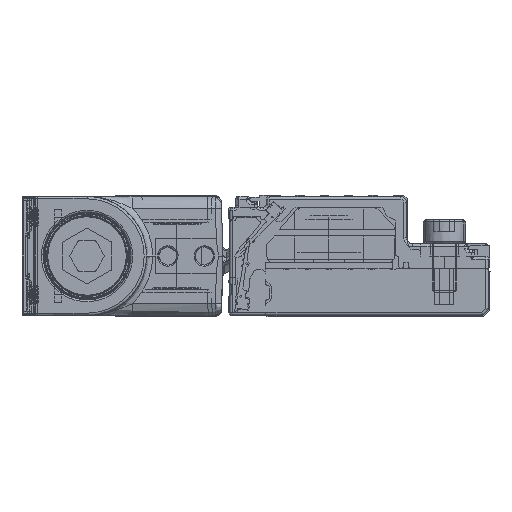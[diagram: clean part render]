
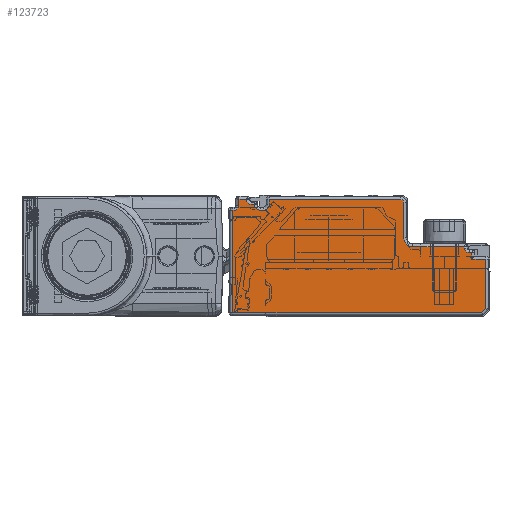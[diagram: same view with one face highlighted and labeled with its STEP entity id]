
A CAD part, left-side view. The second image highlights one B-rep face of the part: STEP entity #123723.
In plain terms, the highlighted planar face has unit normal (-1, 0, 0).
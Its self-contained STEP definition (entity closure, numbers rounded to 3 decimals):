
#123441=AXIS2_PLACEMENT_3D('Circle Axis2P3D',#123439,#123440,$) ;
#123580=AXIS2_PLACEMENT_3D('Plane Axis2P3D',#123577,#123578,#123579) ;
#123603=AXIS2_PLACEMENT_3D('Circle Axis2P3D',#123601,#123602,$) ;
#123617=AXIS2_PLACEMENT_3D('Circle Axis2P3D',#123615,#123616,$) ;
#123638=AXIS2_PLACEMENT_3D('Circle Axis2P3D',#123636,#123637,$) ;
#123652=AXIS2_PLACEMENT_3D('Circle Axis2P3D',#123650,#123651,$) ;
#123666=AXIS2_PLACEMENT_3D('Circle Axis2P3D',#123664,#123665,$) ;
#123687=AXIS2_PLACEMENT_3D('Circle Axis2P3D',#123685,#123686,$) ;
#120240=CARTESIAN_POINT('Vertex',(-1878.,42.3,-7.3)) ;
#120243=CARTESIAN_POINT('Line Origine',(-1878.,42.3,2.)) ;
#120247=CARTESIAN_POINT('Vertex',(-1878.,42.3,9.5)) ;
#120571=CARTESIAN_POINT('Vertex',(-1878.,1.407,-7.3)) ;
#120574=CARTESIAN_POINT('Line Origine',(-1878.,23.168,-7.3)) ;
#120611=CARTESIAN_POINT('Vertex',(-1878.,0.7,-6.593)) ;
#120614=CARTESIAN_POINT('Line Origine',(-1878.,-1.246,-4.646)) ;
#120651=CARTESIAN_POINT('Vertex',(-1878.,0.7,1.5)) ;
#120654=CARTESIAN_POINT('Line Origine',(-1878.,0.7,2.)) ;
#123356=CARTESIAN_POINT('Vertex',(-1878.,3.,2.5)) ;
#123412=CARTESIAN_POINT('Vertex',(-1878.,3.4,2.5)) ;
#123415=CARTESIAN_POINT('Line Origine',(-1878.,21.5,2.5)) ;
#123436=CARTESIAN_POINT('Vertex',(-1878.,4.2,3.3)) ;
#123439=CARTESIAN_POINT('Axis2P3D Location',(-1878.,3.4,3.3)) ;
#123562=CARTESIAN_POINT('Vertex',(-1878.,3.,1.5)) ;
#123565=CARTESIAN_POINT('Line Origine',(-1878.,21.5,1.5)) ;
#123577=CARTESIAN_POINT('Axis2P3D Location',(-1878.,0.2,-7.8)) ;
#123582=CARTESIAN_POINT('Line Origine',(-1878.,3.,2.)) ;
#123587=CARTESIAN_POINT('Line Origine',(-1878.,4.2,3.4)) ;
#123591=CARTESIAN_POINT('Vertex',(-1878.,4.2,3.5)) ;
#123594=CARTESIAN_POINT('Line Origine',(-1878.,8.45,3.5)) ;
#123598=CARTESIAN_POINT('Vertex',(-1878.,12.7,3.5)) ;
#123601=CARTESIAN_POINT('Axis2P3D Location',(-1878.,12.7,5.)) ;
#123605=CARTESIAN_POINT('Vertex',(-1878.,14.2,5.)) ;
#123608=CARTESIAN_POINT('Line Origine',(-1878.,14.2,7.9)) ;
#123612=CARTESIAN_POINT('Vertex',(-1878.,14.2,10.8)) ;
#123615=CARTESIAN_POINT('Axis2P3D Location',(-1878.,14.7,10.8)) ;
#123619=CARTESIAN_POINT('Vertex',(-1878.,14.7,11.3)) ;
#123622=CARTESIAN_POINT('Line Origine',(-1878.,25.5,11.3)) ;
#123626=CARTESIAN_POINT('Vertex',(-1878.,36.3,11.3)) ;
#123629=CARTESIAN_POINT('Line Origine',(-1878.,36.3,10.9)) ;
#123633=CARTESIAN_POINT('Vertex',(-1878.,36.3,10.5)) ;
#123636=CARTESIAN_POINT('Axis2P3D Location',(-1878.,37.3,10.5)) ;
#123640=CARTESIAN_POINT('Vertex',(-1878.,37.3,9.5)) ;
#123643=CARTESIAN_POINT('Line Origine',(-1878.,37.55,9.5)) ;
#123647=CARTESIAN_POINT('Vertex',(-1878.,37.8,9.5)) ;
#123650=CARTESIAN_POINT('Axis2P3D Location',(-1878.,37.8,10.5)) ;
#123654=CARTESIAN_POINT('Vertex',(-1878.,38.8,10.5)) ;
#123657=CARTESIAN_POINT('Line Origine',(-1878.,39.05,10.5)) ;
#123661=CARTESIAN_POINT('Vertex',(-1878.,39.3,10.5)) ;
#123664=CARTESIAN_POINT('Axis2P3D Location',(-1878.,39.3,11.3)) ;
#123668=CARTESIAN_POINT('Vertex',(-1878.,40.1,11.3)) ;
#123671=CARTESIAN_POINT('Line Origine',(-1878.,40.7,11.3)) ;
#123675=CARTESIAN_POINT('Vertex',(-1878.,41.3,11.3)) ;
#123678=CARTESIAN_POINT('Line Origine',(-1878.,41.3,10.8)) ;
#123682=CARTESIAN_POINT('Vertex',(-1878.,41.3,10.3)) ;
#123685=CARTESIAN_POINT('Axis2P3D Location',(-1878.,42.1,10.3)) ;
#123689=CARTESIAN_POINT('Vertex',(-1878.,42.1,9.5)) ;
#123692=CARTESIAN_POINT('Line Origine',(-1878.,42.2,9.5)) ;
#120244=DIRECTION('Vector Direction',(0.,0.,1.)) ;
#120575=DIRECTION('Vector Direction',(0.,1.,0.)) ;
#120615=DIRECTION('Vector Direction',(0.,0.707,-0.707)) ;
#120655=DIRECTION('Vector Direction',(0.,0.,-1.)) ;
#123416=DIRECTION('Vector Direction',(0.,-1.,0.)) ;
#123440=DIRECTION('Axis2P3D Direction',(1.,0.,0.)) ;
#123566=DIRECTION('Vector Direction',(0.,-1.,0.)) ;
#123578=DIRECTION('Axis2P3D Direction',(-1.,0.,0.)) ;
#123579=DIRECTION('Axis2P3D XDirection',(0.,0.,1.)) ;
#123583=DIRECTION('Vector Direction',(0.,0.,1.)) ;
#123588=DIRECTION('Vector Direction',(0.,0.,-1.)) ;
#123595=DIRECTION('Vector Direction',(0.,1.,0.)) ;
#123602=DIRECTION('Axis2P3D Direction',(-1.,0.,0.)) ;
#123609=DIRECTION('Vector Direction',(0.,0.,1.)) ;
#123616=DIRECTION('Axis2P3D Direction',(-1.,0.,0.)) ;
#123623=DIRECTION('Vector Direction',(0.,1.,0.)) ;
#123630=DIRECTION('Vector Direction',(0.,0.,-1.)) ;
#123637=DIRECTION('Axis2P3D Direction',(-1.,0.,0.)) ;
#123644=DIRECTION('Vector Direction',(0.,1.,0.)) ;
#123651=DIRECTION('Axis2P3D Direction',(-1.,0.,0.)) ;
#123658=DIRECTION('Vector Direction',(0.,-1.,0.)) ;
#123665=DIRECTION('Axis2P3D Direction',(-1.,0.,0.)) ;
#123672=DIRECTION('Vector Direction',(0.,1.,0.)) ;
#123679=DIRECTION('Vector Direction',(0.,0.,-1.)) ;
#123686=DIRECTION('Axis2P3D Direction',(-1.,0.,0.)) ;
#123693=DIRECTION('Vector Direction',(0.,1.,0.)) ;
#120245=VECTOR('Line Direction',#120244,1.) ;
#120576=VECTOR('Line Direction',#120575,1.) ;
#120616=VECTOR('Line Direction',#120615,1.) ;
#120656=VECTOR('Line Direction',#120655,1.) ;
#123417=VECTOR('Line Direction',#123416,1.) ;
#123567=VECTOR('Line Direction',#123566,1.) ;
#123584=VECTOR('Line Direction',#123583,1.) ;
#123589=VECTOR('Line Direction',#123588,1.) ;
#123596=VECTOR('Line Direction',#123595,1.) ;
#123610=VECTOR('Line Direction',#123609,1.) ;
#123624=VECTOR('Line Direction',#123623,1.) ;
#123631=VECTOR('Line Direction',#123630,1.) ;
#123645=VECTOR('Line Direction',#123644,1.) ;
#123659=VECTOR('Line Direction',#123658,1.) ;
#123673=VECTOR('Line Direction',#123672,1.) ;
#123680=VECTOR('Line Direction',#123679,1.) ;
#123694=VECTOR('Line Direction',#123693,1.) ;
#123698=ORIENTED_EDGE('',*,*,#123586,.T.) ;
#123699=ORIENTED_EDGE('',*,*,#123419,.T.) ;
#123700=ORIENTED_EDGE('',*,*,#123443,.T.) ;
#123701=ORIENTED_EDGE('',*,*,#123593,.T.) ;
#123702=ORIENTED_EDGE('',*,*,#123600,.T.) ;
#123703=ORIENTED_EDGE('',*,*,#123607,.T.) ;
#123704=ORIENTED_EDGE('',*,*,#123614,.T.) ;
#123705=ORIENTED_EDGE('',*,*,#123621,.T.) ;
#123706=ORIENTED_EDGE('',*,*,#123628,.T.) ;
#123707=ORIENTED_EDGE('',*,*,#123635,.T.) ;
#123708=ORIENTED_EDGE('',*,*,#123642,.T.) ;
#123709=ORIENTED_EDGE('',*,*,#123649,.T.) ;
#123710=ORIENTED_EDGE('',*,*,#123656,.T.) ;
#123711=ORIENTED_EDGE('',*,*,#123663,.T.) ;
#123712=ORIENTED_EDGE('',*,*,#123670,.T.) ;
#123713=ORIENTED_EDGE('',*,*,#123677,.T.) ;
#123714=ORIENTED_EDGE('',*,*,#123684,.T.) ;
#123715=ORIENTED_EDGE('',*,*,#123691,.T.) ;
#123716=ORIENTED_EDGE('',*,*,#123696,.T.) ;
#123717=ORIENTED_EDGE('',*,*,#120249,.T.) ;
#123718=ORIENTED_EDGE('',*,*,#120578,.T.) ;
#123719=ORIENTED_EDGE('',*,*,#120618,.T.) ;
#123720=ORIENTED_EDGE('',*,*,#120658,.T.) ;
#123721=ORIENTED_EDGE('',*,*,#123569,.T.) ;
#123723=ADVANCED_FACE('Brep With Voids',(#123722),#123581,.T.) ;
#123442=CIRCLE('generated circle',#123441,0.8) ;
#123604=CIRCLE('generated circle',#123603,1.5) ;
#123618=CIRCLE('generated circle',#123617,0.5) ;
#123639=CIRCLE('generated circle',#123638,1.) ;
#123653=CIRCLE('generated circle',#123652,1.) ;
#123667=CIRCLE('generated circle',#123666,0.8) ;
#123688=CIRCLE('generated circle',#123687,0.8) ;
#120249=EDGE_CURVE('',#120248,#120241,#120246,.F.) ;
#120578=EDGE_CURVE('',#120241,#120572,#120577,.F.) ;
#120618=EDGE_CURVE('',#120572,#120612,#120617,.F.) ;
#120658=EDGE_CURVE('',#120612,#120652,#120657,.F.) ;
#123419=EDGE_CURVE('',#123357,#123413,#123418,.F.) ;
#123443=EDGE_CURVE('',#123413,#123437,#123442,.T.) ;
#123569=EDGE_CURVE('',#120652,#123563,#123568,.F.) ;
#123586=EDGE_CURVE('',#123563,#123357,#123585,.T.) ;
#123593=EDGE_CURVE('',#123437,#123592,#123590,.F.) ;
#123600=EDGE_CURVE('',#123592,#123599,#123597,.T.) ;
#123607=EDGE_CURVE('',#123599,#123606,#123604,.F.) ;
#123614=EDGE_CURVE('',#123606,#123613,#123611,.T.) ;
#123621=EDGE_CURVE('',#123613,#123620,#123618,.T.) ;
#123628=EDGE_CURVE('',#123620,#123627,#123625,.T.) ;
#123635=EDGE_CURVE('',#123627,#123634,#123632,.T.) ;
#123642=EDGE_CURVE('',#123634,#123641,#123639,.F.) ;
#123649=EDGE_CURVE('',#123641,#123648,#123646,.T.) ;
#123656=EDGE_CURVE('',#123648,#123655,#123653,.F.) ;
#123663=EDGE_CURVE('',#123655,#123662,#123660,.F.) ;
#123670=EDGE_CURVE('',#123662,#123669,#123667,.F.) ;
#123677=EDGE_CURVE('',#123669,#123676,#123674,.T.) ;
#123684=EDGE_CURVE('',#123676,#123683,#123681,.T.) ;
#123691=EDGE_CURVE('',#123683,#123690,#123688,.F.) ;
#123696=EDGE_CURVE('',#123690,#120248,#123695,.T.) ;
#123697=EDGE_LOOP('',(#123698,#123699,#123700,#123701,#123702,#123703,#123704,#123705,#123706,#123707,#123708,#123709,#123710,#123711,#123712,#123713,#123714,#123715,#123716,#123717,#123718,#123719,#123720,#123721)) ;
#123722=FACE_OUTER_BOUND('',#123697,.T.) ;
#120246=LINE('Line',#120243,#120245) ;
#120577=LINE('Line',#120574,#120576) ;
#120617=LINE('Line',#120614,#120616) ;
#120657=LINE('Line',#120654,#120656) ;
#123418=LINE('Line',#123415,#123417) ;
#123568=LINE('Line',#123565,#123567) ;
#123585=LINE('Line',#123582,#123584) ;
#123590=LINE('Line',#123587,#123589) ;
#123597=LINE('Line',#123594,#123596) ;
#123611=LINE('Line',#123608,#123610) ;
#123625=LINE('Line',#123622,#123624) ;
#123632=LINE('Line',#123629,#123631) ;
#123646=LINE('Line',#123643,#123645) ;
#123660=LINE('Line',#123657,#123659) ;
#123674=LINE('Line',#123671,#123673) ;
#123681=LINE('Line',#123678,#123680) ;
#123695=LINE('Line',#123692,#123694) ;
#123581=PLANE('',#123580) ;
#120241=VERTEX_POINT('',#120240) ;
#120248=VERTEX_POINT('',#120247) ;
#120572=VERTEX_POINT('',#120571) ;
#120612=VERTEX_POINT('',#120611) ;
#120652=VERTEX_POINT('',#120651) ;
#123357=VERTEX_POINT('',#123356) ;
#123413=VERTEX_POINT('',#123412) ;
#123437=VERTEX_POINT('',#123436) ;
#123563=VERTEX_POINT('',#123562) ;
#123592=VERTEX_POINT('',#123591) ;
#123599=VERTEX_POINT('',#123598) ;
#123606=VERTEX_POINT('',#123605) ;
#123613=VERTEX_POINT('',#123612) ;
#123620=VERTEX_POINT('',#123619) ;
#123627=VERTEX_POINT('',#123626) ;
#123634=VERTEX_POINT('',#123633) ;
#123641=VERTEX_POINT('',#123640) ;
#123648=VERTEX_POINT('',#123647) ;
#123655=VERTEX_POINT('',#123654) ;
#123662=VERTEX_POINT('',#123661) ;
#123669=VERTEX_POINT('',#123668) ;
#123676=VERTEX_POINT('',#123675) ;
#123683=VERTEX_POINT('',#123682) ;
#123690=VERTEX_POINT('',#123689) ;
